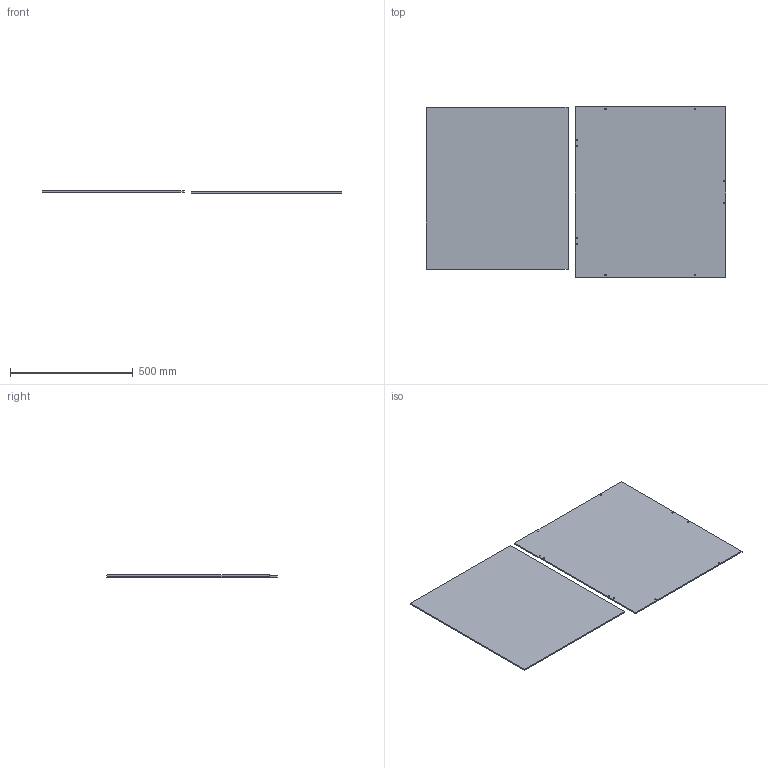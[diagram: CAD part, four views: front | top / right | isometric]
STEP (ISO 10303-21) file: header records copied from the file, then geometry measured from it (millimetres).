
FILE_DESCRIPTION(/* description */ (''),/* implementation_level */ '2;1');
FILE_NAME(/* name */ 'Acrylic Panels.step',/* time_stamp */ '2022-03-08T12:55:02-06:00',/* author */ (''),/* organization */ (''),/* preprocessor_version */ 'ST-DEVELOPER v18.1',/* originating_system */ 'Autodesk Translation Framework v10.13.0.1454',/* authorisation */ '');
FILE_SCHEMA (('AUTOMOTIVE_DESIGN { 1 0 10303 214 3 1 1 }'));
Length unit declared in the file: millimetre
Products named in the file (3): Acrylic Panels; PN760; PN761
Assembly tree (2 placements, depth 2):
  Acrylic Panels
    PN760
    PN761
Bounding box: 1219 x 694 x 9 mm (x, y, z)
Volume: 4027229 mm3; surface area: 1637138.3 mm2
Topology: 2 solids, 2 shells, 22 faces, 54 edges, 36 vertices
Faces by surface type: plane 12, cylinder 10
Full cylindrical faces by diameter (mm): 5.2 x10
Entity records: 790 total; most frequent: DIRECTION 128, CARTESIAN_POINT 117, ORIENTED_EDGE 108, EDGE_CURVE 54, AXIS2_PLACEMENT_3D 47, EDGE_LOOP 42, VERTEX_POINT 36, LINE 34
